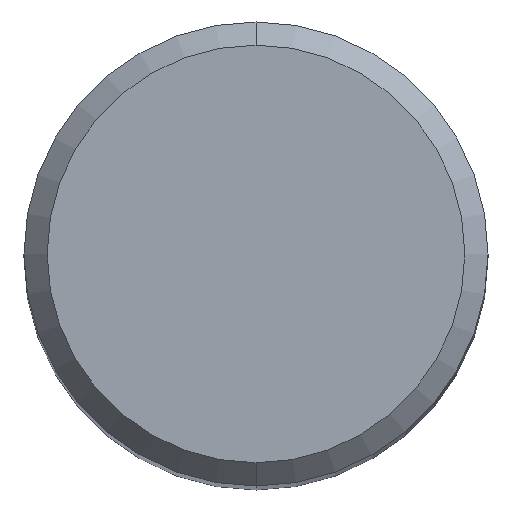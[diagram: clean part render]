
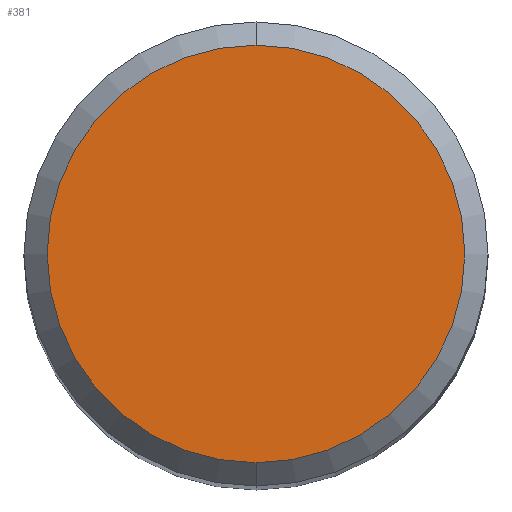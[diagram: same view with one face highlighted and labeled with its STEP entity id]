
A CAD part, top view. The second image highlights one B-rep face of the part: STEP entity #381.
In plain terms, the highlighted planar face has unit normal (0, 0, 1).
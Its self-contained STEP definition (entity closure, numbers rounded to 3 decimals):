
#301=VERTEX_POINT('',#619);
#345=EDGE_CURVE('',#389,#301,#667,.T.);
#381=ADVANCED_FACE('',(#707),#708,.T.);
#389=VERTEX_POINT('',#716);
#431=EDGE_CURVE('',#301,#389,#764,.T.);
#619=CARTESIAN_POINT('',(0.,-3.6,0.0));
#667=CIRCLE('',#1206,3.6);
#707=FACE_OUTER_BOUND('',#1292,.T.);
#708=PLANE('',#1293);
#716=CARTESIAN_POINT('',(0.0,3.6,0.0));
#764=CIRCLE('',#1394,3.6);
#1206=AXIS2_PLACEMENT_3D('',#1640,#1641,#1642);
#1292=EDGE_LOOP('',(#1703,#1704));
#1293=AXIS2_PLACEMENT_3D('',#1705,#1706,#1707);
#1394=AXIS2_PLACEMENT_3D('',#1768,#1769,#1770);
#1640=CARTESIAN_POINT('',(0.0,0.0,0.0));
#1641=DIRECTION('',(0.0,0.0,-1.0));
#1642=DIRECTION('',(0.0,1.0,0.0));
#1703=ORIENTED_EDGE('',*,*,#345,.F.);
#1704=ORIENTED_EDGE('',*,*,#431,.F.);
#1705=CARTESIAN_POINT('',(0.0,1.8,0.0));
#1706=DIRECTION('',(-0.0,0.0,1.0));
#1707=DIRECTION('',(0.0,-1.0,0.0));
#1768=CARTESIAN_POINT('',(0.0,0.0,0.0));
#1769=DIRECTION('',(0.0,0.0,-1.0));
#1770=DIRECTION('',(0.0,1.0,0.0));
